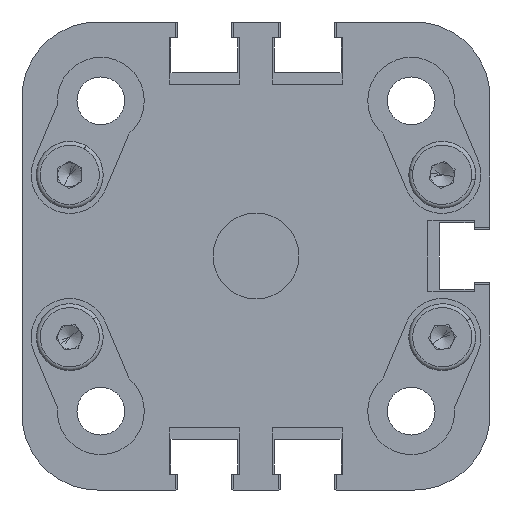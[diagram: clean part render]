
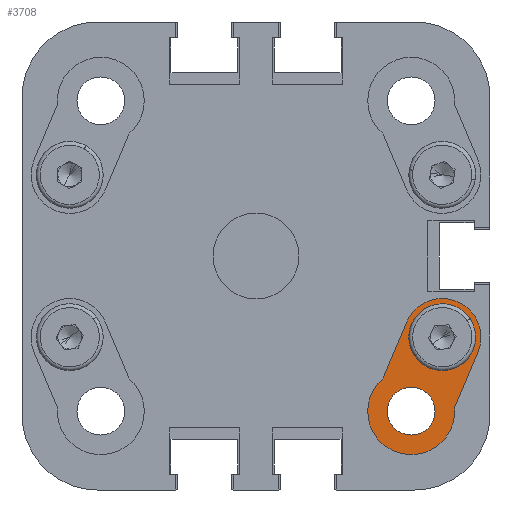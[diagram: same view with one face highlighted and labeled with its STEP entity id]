
A CAD part, left-side view. The second image highlights one B-rep face of the part: STEP entity #3708.
In plain terms, the highlighted planar face has unit normal (-1, 0, 0).
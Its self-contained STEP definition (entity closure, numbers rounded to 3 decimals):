
#254 = ORIENTED_EDGE ( 'NONE', *, *, #25841, .F. ) ;
#722 = CARTESIAN_POINT ( 'NONE',  ( 4.5, -19.985, -17.816 ) ) ;
#891 = DIRECTION ( 'NONE',  ( -1., 0., 0. ) ) ;
#941 = VERTEX_POINT ( 'NONE', #21958 ) ;
#1714 = DIRECTION ( 'NONE',  ( 1., 0., 0. ) ) ;
#2004 = CARTESIAN_POINT ( 'NONE',  ( 4.5, -16.25, -16.25 ) ) ;
#2042 = FACE_OUTER_BOUND ( 'NONE', #17109, .T. ) ;
#2711 = DIRECTION ( 'NONE',  ( -1., 0., 0. ) ) ;
#3256 = DIRECTION ( 'NONE',  ( -1., 0., 0. ) ) ;
#3708 = ADVANCED_FACE ( 'NONE', ( #19957, #2042, #30011 ), #19633, .F. ) ;
#5252 = DIRECTION ( 'NONE',  ( -1., 0., 0. ) ) ;
#5309 = CARTESIAN_POINT ( 'NONE',  ( 4.5, -16.25, -18.75 ) ) ;
#5359 = EDGE_CURVE ( 'NONE', #21294, #26397, #8990, .T. ) ;
#6168 = CARTESIAN_POINT ( 'NONE',  ( 4.5, -12.515, -14.684 ) ) ;
#6705 = AXIS2_PLACEMENT_3D ( 'NONE', #7228, #1714, #27504 ) ;
#7228 = CARTESIAN_POINT ( 'NONE',  ( 4.5, -16.85, -8.5 ) ) ;
#7456 = EDGE_LOOP ( 'NONE', ( #24645, #19892 ) ) ;
#7587 = ORIENTED_EDGE ( 'NONE', *, *, #32401, .T. ) ;
#7615 = VERTEX_POINT ( 'NONE', #5309 ) ;
#7901 = ORIENTED_EDGE ( 'NONE', *, *, #24589, .T. ) ;
#8135 = DIRECTION ( 'NONE',  ( -1., 0., 0. ) ) ;
#8990 = CIRCLE ( 'NONE', #13300, 4.55 ) ;
#9679 = DIRECTION ( 'NONE',  ( 0., 0., -1. ) ) ;
#9693 = EDGE_CURVE ( 'NONE', #7615, #24575, #27954, .T. ) ;
#9869 = EDGE_CURVE ( 'NONE', #941, #21294, #11349, .T. ) ;
#10254 = DIRECTION ( 'NONE',  ( 0., 0., 1. ) ) ;
#10403 = VERTEX_POINT ( 'NONE', #10563 ) ;
#10563 = CARTESIAN_POINT ( 'NONE',  ( 4.5, -23.235, -10.066 ) ) ;
#10779 = CARTESIAN_POINT ( 'NONE',  ( 4.5, -19.5, -4.45 ) ) ;
#11349 = LINE ( 'NONE', #6168, #12439 ) ;
#11482 = AXIS2_PLACEMENT_3D ( 'NONE', #31364, #891, #16136 ) ;
#11618 = VERTEX_POINT ( 'NONE', #16496 ) ;
#12185 = AXIS2_PLACEMENT_3D ( 'NONE', #22864, #5252, #15148 ) ;
#12439 = VECTOR ( 'NONE', #24101, 1000. ) ;
#13129 = LINE ( 'NONE', #722, #28081 ) ;
#13300 = AXIS2_PLACEMENT_3D ( 'NONE', #21351, #3256, #26702 ) ;
#15148 = DIRECTION ( 'NONE',  ( 0., 0., 1. ) ) ;
#15468 = EDGE_CURVE ( 'NONE', #10403, #28926, #23402, .T. ) ;
#15746 = CIRCLE ( 'NONE', #32313, 4.05 ) ;
#16136 = DIRECTION ( 'NONE',  ( 0., 0., 1. ) ) ;
#16389 = EDGE_CURVE ( 'NONE', #28820, #11618, #21815, .T. ) ;
#16496 = CARTESIAN_POINT ( 'NONE',  ( 4.5, -19.5, -5.85 ) ) ;
#17109 = EDGE_LOOP ( 'NONE', ( #32574, #26420, #7587, #28196, #7901 ) ) ;
#17618 = EDGE_LOOP ( 'NONE', ( #254, #29073 ) ) ;
#19633 = PLANE ( 'NONE',  #6705 ) ;
#19892 = ORIENTED_EDGE ( 'NONE', *, *, #16389, .F. ) ;
#19957 = FACE_BOUND ( 'NONE', #7456, .T. ) ;
#20289 = DIRECTION ( 'NONE',  ( 0., 0., 1. ) ) ;
#21294 = VERTEX_POINT ( 'NONE', #23284 ) ;
#21351 = CARTESIAN_POINT ( 'NONE',  ( 4.5, -16.25, -16.25 ) ) ;
#21355 = CARTESIAN_POINT ( 'NONE',  ( 4.5, -19.5, -11.15 ) ) ;
#21815 = CIRCLE ( 'NONE', #12185, 2.65 ) ;
#21958 = CARTESIAN_POINT ( 'NONE',  ( 4.5, -15.765, -6.934 ) ) ;
#22083 = AXIS2_PLACEMENT_3D ( 'NONE', #2004, #32636, #9679 ) ;
#22653 = CARTESIAN_POINT ( 'NONE',  ( 4.5, -20.787, -15.904 ) ) ;
#22864 = CARTESIAN_POINT ( 'NONE',  ( 4.5, -19.5, -8.5 ) ) ;
#23284 = CARTESIAN_POINT ( 'NONE',  ( 4.5, -13.317, -12.771 ) ) ;
#23402 = CIRCLE ( 'NONE', #30316, 4.05 ) ;
#24101 = DIRECTION ( 'NONE',  ( 0., 0.387, -0.922 ) ) ;
#24575 = VERTEX_POINT ( 'NONE', #30671 ) ;
#24589 = EDGE_CURVE ( 'NONE', #28926, #941, #15746, .T. ) ;
#24645 = ORIENTED_EDGE ( 'NONE', *, *, #30055, .F. ) ;
#24674 = AXIS2_PLACEMENT_3D ( 'NONE', #31094, #8135, #28573 ) ;
#25199 = DIRECTION ( 'NONE',  ( -1., 0., 0. ) ) ;
#25219 = CIRCLE ( 'NONE', #24674, 2.5 ) ;
#25841 = EDGE_CURVE ( 'NONE', #24575, #7615, #25219, .T. ) ;
#26397 = VERTEX_POINT ( 'NONE', #22653 ) ;
#26420 = ORIENTED_EDGE ( 'NONE', *, *, #5359, .T. ) ;
#26702 = DIRECTION ( 'NONE',  ( 0., 0., 1. ) ) ;
#27504 = DIRECTION ( 'NONE',  ( 0., 0., -1. ) ) ;
#27954 = CIRCLE ( 'NONE', #22083, 2.5 ) ;
#28081 = VECTOR ( 'NONE', #28867, 1000. ) ;
#28196 = ORIENTED_EDGE ( 'NONE', *, *, #15468, .T. ) ;
#28573 = DIRECTION ( 'NONE',  ( 0., 0., -1. ) ) ;
#28820 = VERTEX_POINT ( 'NONE', #21355 ) ;
#28867 = DIRECTION ( 'NONE',  ( 0., -0.387, 0.922 ) ) ;
#28926 = VERTEX_POINT ( 'NONE', #10779 ) ;
#29073 = ORIENTED_EDGE ( 'NONE', *, *, #9693, .F. ) ;
#30011 = FACE_BOUND ( 'NONE', #17618, .T. ) ;
#30055 = EDGE_CURVE ( 'NONE', #11618, #28820, #30755, .T. ) ;
#30316 = AXIS2_PLACEMENT_3D ( 'NONE', #32715, #25199, #10254 ) ;
#30671 = CARTESIAN_POINT ( 'NONE',  ( 4.5, -16.25, -13.75 ) ) ;
#30755 = CIRCLE ( 'NONE', #11482, 2.65 ) ;
#31094 = CARTESIAN_POINT ( 'NONE',  ( 4.5, -16.25, -16.25 ) ) ;
#31364 = CARTESIAN_POINT ( 'NONE',  ( 4.5, -19.5, -8.5 ) ) ;
#32313 = AXIS2_PLACEMENT_3D ( 'NONE', #32845, #2711, #20289 ) ;
#32401 = EDGE_CURVE ( 'NONE', #26397, #10403, #13129, .T. ) ;
#32574 = ORIENTED_EDGE ( 'NONE', *, *, #9869, .T. ) ;
#32636 = DIRECTION ( 'NONE',  ( -1., 0., 0. ) ) ;
#32715 = CARTESIAN_POINT ( 'NONE',  ( 4.5, -19.5, -8.5 ) ) ;
#32845 = CARTESIAN_POINT ( 'NONE',  ( 4.5, -19.5, -8.5 ) ) ;
